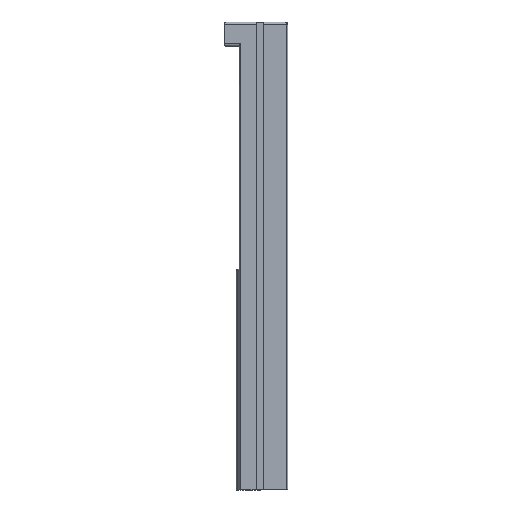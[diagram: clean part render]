
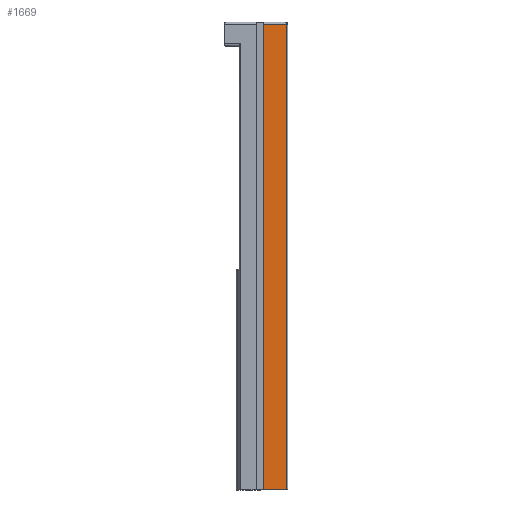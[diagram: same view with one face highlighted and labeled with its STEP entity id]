
A CAD part, left-side view. The second image highlights one B-rep face of the part: STEP entity #1669.
In plain terms, the highlighted planar face has unit normal (-1, 0, 0).
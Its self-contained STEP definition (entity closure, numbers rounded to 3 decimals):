
#64=PLANE('',#1829);
#145=FACE_OUTER_BOUND('',#242,.T.);
#242=EDGE_LOOP('',(#1413,#1414,#1415,#1416));
#425=LINE('',#2799,#587);
#462=LINE('',#3067,#624);
#463=LINE('',#3070,#625);
#464=LINE('',#3071,#626);
#587=VECTOR('',#2128,10.);
#624=VECTOR('',#2231,10.);
#625=VECTOR('',#2234,10.);
#626=VECTOR('',#2235,10.);
#779=VERTEX_POINT('',#2796);
#780=VERTEX_POINT('',#2798);
#809=VERTEX_POINT('',#3061);
#811=VERTEX_POINT('',#3069);
#979=EDGE_CURVE('',#779,#780,#425,.T.);
#1033=EDGE_CURVE('',#809,#779,#462,.T.);
#1034=EDGE_CURVE('',#811,#809,#463,.T.);
#1035=EDGE_CURVE('',#811,#780,#464,.T.);
#1413=ORIENTED_EDGE('',*,*,#1033,.F.);
#1414=ORIENTED_EDGE('',*,*,#1034,.F.);
#1415=ORIENTED_EDGE('',*,*,#1035,.T.);
#1416=ORIENTED_EDGE('',*,*,#979,.F.);
#1669=ADVANCED_FACE('',(#145),#64,.F.);
#1829=AXIS2_PLACEMENT_3D('',#3068,#2232,#2233);
#2128=DIRECTION('',(0.,1.,0.));
#2231=DIRECTION('',(0.,0.,-1.));
#2232=DIRECTION('center_axis',(1.,0.,0.));
#2233=DIRECTION('ref_axis',(0.,0.,-1.));
#2234=DIRECTION('',(0.,-1.,0.));
#2235=DIRECTION('',(0.,0.,-1.));
#2796=CARTESIAN_POINT('',(-885.,-1118.267,184.3));
#2798=CARTESIAN_POINT('',(-885.,-1023.267,184.3));
#2799=CARTESIAN_POINT('',(-885.,-1123.267,184.3));
#3061=CARTESIAN_POINT('',(-885.,-1118.267,2104.3));
#3067=CARTESIAN_POINT('',(-885.,-1118.267,2114.3));
#3068=CARTESIAN_POINT('Origin',(-885.,-1123.267,2114.3));
#3069=CARTESIAN_POINT('',(-885.,-1023.267,2104.3));
#3070=CARTESIAN_POINT('',(-885.,-1008.267,2104.3));
#3071=CARTESIAN_POINT('',(-885.,-1023.267,2114.3));
